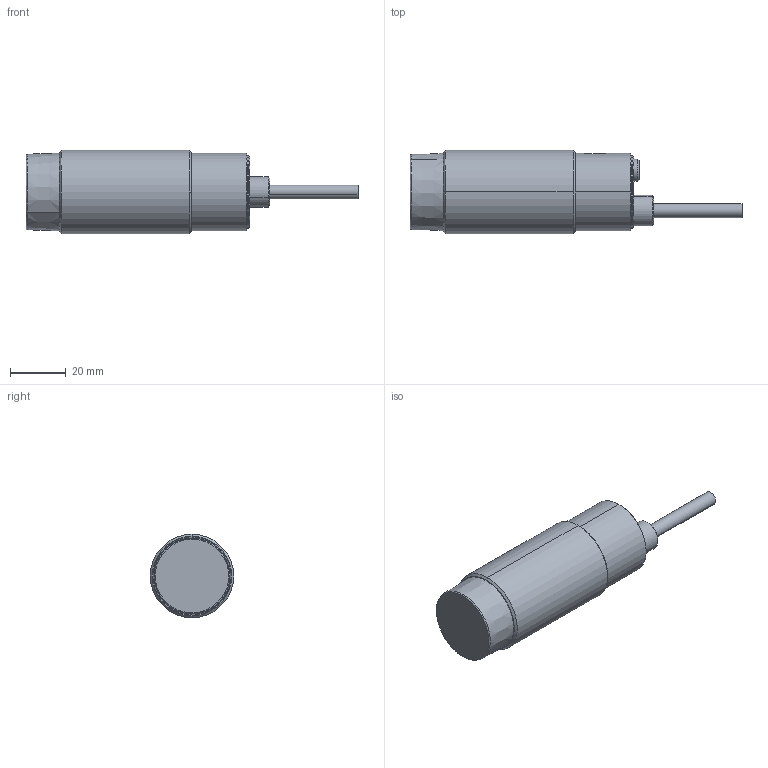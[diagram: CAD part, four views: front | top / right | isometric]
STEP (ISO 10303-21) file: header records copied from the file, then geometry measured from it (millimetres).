
FILE_DESCRIPTION (( 'STEP AP214' ), '1' );
FILE_NAME ('CT1-CP-2A.step', '2018-04-12T19:33:29', ( '' ), ( '' ), 'SwSTEP 2.0', 'SolidWorks 2017', '' );
FILE_SCHEMA (( 'AUTOMOTIVE_DESIGN' ));
Length unit declared in the file: inch
Products named in the file (1): CT1-CP-2A
Bounding box: 119.4 x 30 x 30 mm (x, y, z)
Volume: 54399.9 mm3; surface area: 13639.9 mm2
Topology: 6 solids, 6 shells, 81 faces, 170 edges, 110 vertices
Faces by surface type: cylinder 32, plane 27, cone 20, bspline 2
Entity records: 3442 total; most frequent: CARTESIAN_POINT 468, DIRECTION 420, ORIENTED_EDGE 340, AXIS2_PLACEMENT_3D 178, EDGE_CURVE 170, VERTEX_POINT 110, CIRCLE 98, EDGE_LOOP 96
